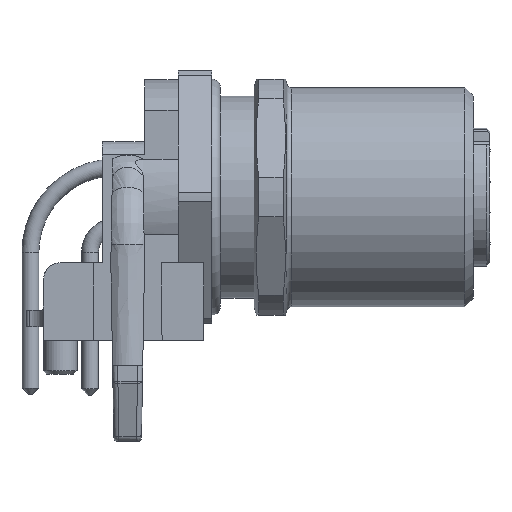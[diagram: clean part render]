
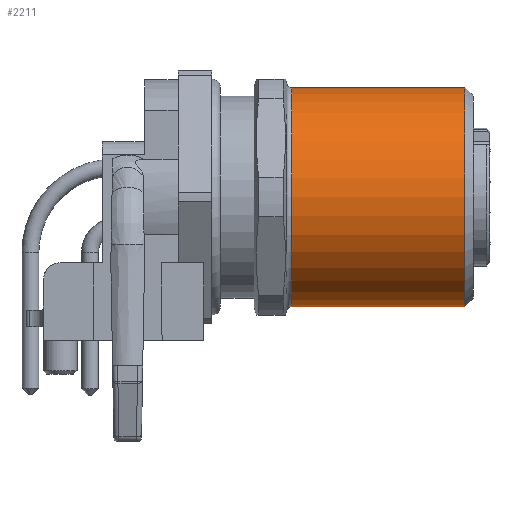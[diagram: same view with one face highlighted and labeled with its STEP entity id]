
A CAD part, left-side view. The second image highlights one B-rep face of the part: STEP entity #2211.
In plain terms, the highlighted cylindrical face has radius 6.5 mm (diameter 13 mm), a full revolution.
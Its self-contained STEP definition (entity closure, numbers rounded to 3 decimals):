
#2211=ADVANCED_FACE('',(#2760,#2761),#2640,.T.);
#2640=CYLINDRICAL_SURFACE('',#7697,6.5);
#2760=FACE_BOUND('',#2897,.T.);
#2761=FACE_BOUND('',#2898,.T.);
#2897=EDGE_LOOP('',(#3450));
#2898=EDGE_LOOP('',(#3451));
#3450=ORIENTED_EDGE('',*,*,#6337,.T.);
#3451=ORIENTED_EDGE('',*,*,#6363,.T.);
#5601=VERTEX_POINT('',#10460);
#5627=VERTEX_POINT('',#10551);
#6337=EDGE_CURVE('',#5601,#5601,#7415,.T.);
#6363=EDGE_CURVE('',#5627,#5627,#7429,.T.);
#7415=CIRCLE('',#7675,6.5);
#7429=CIRCLE('',#7692,6.5);
#7675=AXIS2_PLACEMENT_3D('',#10459,#8360,#8361);
#7692=AXIS2_PLACEMENT_3D('',#10550,#8394,#8395);
#7697=AXIS2_PLACEMENT_3D('',#10558,#8404,#8405);
#8360=DIRECTION('',(0.,-1.,0.));
#8361=DIRECTION('',(1.,0.,0.));
#8394=DIRECTION('',(0.,1.,0.));
#8395=DIRECTION('',(0.,0.,1.));
#8404=DIRECTION('',(0.,-1.,0.));
#8405=DIRECTION('',(-1.,0.,0.));
#10459=CARTESIAN_POINT('',(0.,-6.73,0.));
#10460=CARTESIAN_POINT('',(6.5,-6.73,0.));
#10550=CARTESIAN_POINT('',(0.,-17.,0.));
#10551=CARTESIAN_POINT('',(0.,-17.,6.5));
#10558=CARTESIAN_POINT('',(0.,-15.5,0.));
